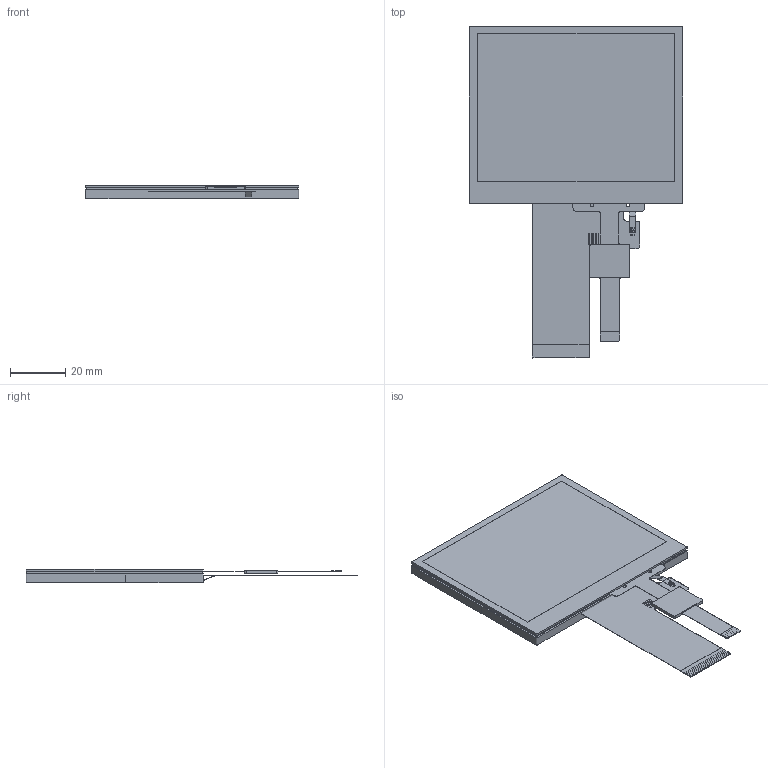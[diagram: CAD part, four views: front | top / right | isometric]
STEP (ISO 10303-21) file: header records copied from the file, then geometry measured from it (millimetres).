
FILE_DESCRIPTION (( 'STEP AP203' ), '1' );
FILE_NAME ('NHD-3.5-640480EF-MSXP-CTP.STEP', '2023-06-19T21:22:46', ( '' ), ( '' ), 'SwSTEP 2.0', 'SolidWorks 2019', '' );
FILE_SCHEMA (( 'CONFIG_CONTROL_DESIGN' ));
Length unit declared in the file: millimetre
Products named in the file (1): NHD-3.5-640480EF-MSXP-CTP
Bounding box: 76.9 x 119.8 x 4.95 mm (x, y, z)
Volume: 22293.9 mm3; surface area: 50471.5 mm2
Topology: 60 solids, 60 shells, 483 faces, 1062 edges, 706 vertices
Faces by surface type: plane 445, cylinder 34, bspline 4
Entity records: 13245 total; most frequent: CARTESIAN_POINT 2532, ORIENTED_EDGE 2124, DIRECTION 2084, EDGE_CURVE 1062, LINE 984, VECTOR 984, VERTEX_POINT 706, AXIS2_PLACEMENT_3D 550
